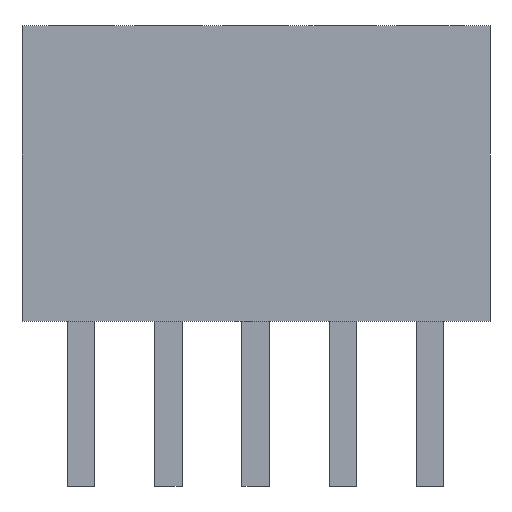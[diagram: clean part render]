
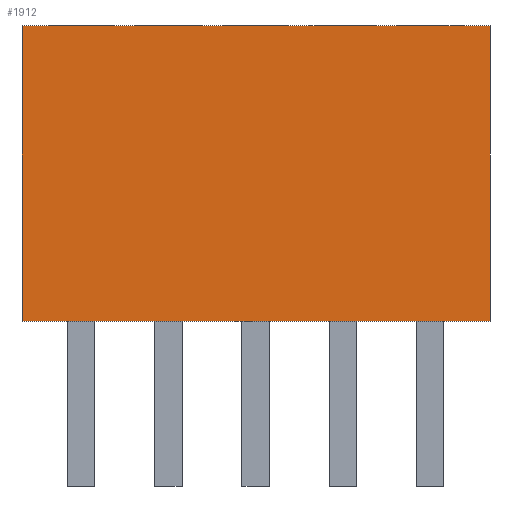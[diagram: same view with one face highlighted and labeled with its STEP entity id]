
A CAD part, front view. The second image highlights one B-rep face of the part: STEP entity #1912.
In plain terms, the highlighted planar face has unit normal (0, -1, 0).
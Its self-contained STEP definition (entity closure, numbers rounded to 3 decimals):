
#46=FACE_OUTER_BOUND($,#176,.T.);
#176=EDGE_LOOP($,(#1336,#1337,#1338,#1339));
#289=LINE($,#2679,#553);
#336=LINE($,#2773,#600);
#345=LINE($,#2790,#609);
#351=LINE($,#2801,#615);
#553=VECTOR($,#2172,6.81);
#600=VECTOR($,#2221,4.3);
#609=VECTOR($,#2236,4.3);
#615=VECTOR($,#2248,6.81);
#817=VERTEX_POINT($,#2676);
#818=VERTEX_POINT($,#2678);
#864=VERTEX_POINT($,#2771);
#869=VERTEX_POINT($,#2789);
#993=EDGE_CURVE($,#817,#818,#289,.T.);
#1040=EDGE_CURVE($,#817,#864,#336,.T.);
#1049=EDGE_CURVE($,#818,#869,#345,.T.);
#1055=EDGE_CURVE($,#864,#869,#351,.T.);
#1336=ORIENTED_EDGE($,*,*,#993,.F.);
#1337=ORIENTED_EDGE($,*,*,#1040,.T.);
#1338=ORIENTED_EDGE($,*,*,#1055,.T.);
#1339=ORIENTED_EDGE($,*,*,#1049,.F.);
#1792=PLANE($,#2055);
#1912=ADVANCED_FACE($,(#46),#1792,.T.);
#2055=AXIS2_PLACEMENT_3D($,#2802,#2249,#2250);
#2172=DIRECTION($,(1.,0.,0.));
#2221=DIRECTION($,(0.,0.,-1.));
#2236=DIRECTION($,(0.,0.,-1.));
#2248=DIRECTION($,(1.,0.,0.));
#2249=DIRECTION('center_axis',(0.,-1.,0.));
#2250=DIRECTION('ref_axis',(1.,0.,0.));
#2676=CARTESIAN_POINT('',(-3.4,-1.5,4.3));
#2678=CARTESIAN_POINT('',(3.41,-1.5,4.3));
#2679=CARTESIAN_POINT($,(-3.4,-1.5,4.3));
#2771=CARTESIAN_POINT('',(-3.4,-1.5,0.));
#2773=CARTESIAN_POINT($,(-3.4,-1.5,4.3));
#2789=CARTESIAN_POINT('',(3.41,-1.5,0.));
#2790=CARTESIAN_POINT($,(3.41,-1.5,4.3));
#2801=CARTESIAN_POINT($,(-3.4,-1.5,0.));
#2802=CARTESIAN_POINT('Origin',(0.005,-1.5,-0.086));
